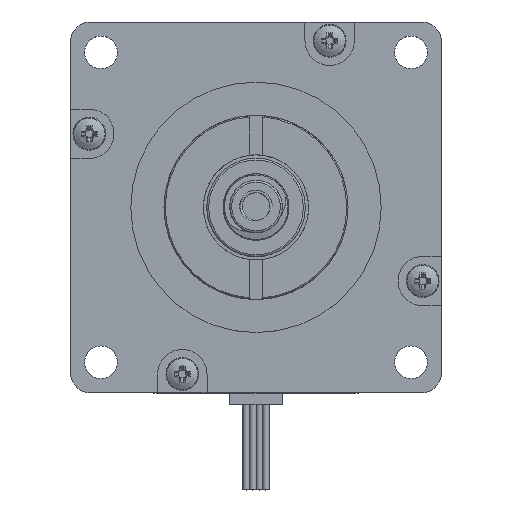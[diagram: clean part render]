
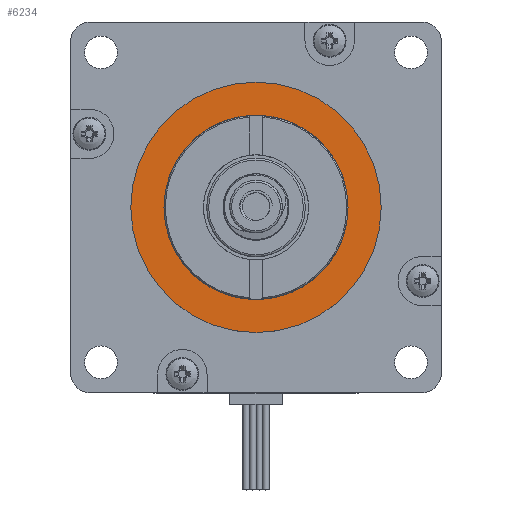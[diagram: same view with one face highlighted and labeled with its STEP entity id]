
A CAD part, top view. The second image highlights one B-rep face of the part: STEP entity #6234.
In plain terms, the highlighted planar face has unit normal (0, 0, 1).
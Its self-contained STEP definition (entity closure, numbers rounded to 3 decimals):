
#1439=FACE_BOUND('',#2143,.T.);
#1714=FACE_OUTER_BOUND('',#2142,.T.);
#2142=EDGE_LOOP('',(#5079));
#2143=EDGE_LOOP('',(#5080));
#2512=CIRCLE('',#6816,19.05);
#2530=CIRCLE('',#6843,14.);
#2967=VERTEX_POINT('',#16142);
#2993=VERTEX_POINT('',#16203);
#3712=EDGE_CURVE('',#2967,#2967,#2512,.F.);
#3738=EDGE_CURVE('',#2993,#2993,#2530,.F.);
#5079=ORIENTED_EDGE('',*,*,#3712,.F.);
#5080=ORIENTED_EDGE('',*,*,#3738,.T.);
#5913=PLANE('',#6842);
#6234=ADVANCED_FACE('',(#1714,#1439),#5913,.F.);
#6816=AXIS2_PLACEMENT_3D('',#16143,#8219,#8220);
#6842=AXIS2_PLACEMENT_3D('',#16202,#8279,#8280);
#6843=AXIS2_PLACEMENT_3D('',#16204,#8281,#8282);
#8219=DIRECTION('center_axis',(0.,0.,1.));
#8220=DIRECTION('ref_axis',(1.,0.,0.));
#8279=DIRECTION('center_axis',(0.,0.,-1.));
#8280=DIRECTION('ref_axis',(-1.,0.,0.));
#8281=DIRECTION('center_axis',(0.,0.,1.));
#8282=DIRECTION('ref_axis',(1.,0.,0.));
#16142=CARTESIAN_POINT('',(0.957,8.036,6.3));
#16143=CARTESIAN_POINT('Origin',(-18.093,8.036,6.3));
#16202=CARTESIAN_POINT('Origin',(-18.093,8.036,6.3));
#16203=CARTESIAN_POINT('',(-4.093,8.036,6.3));
#16204=CARTESIAN_POINT('Origin',(-18.093,8.036,6.3));
